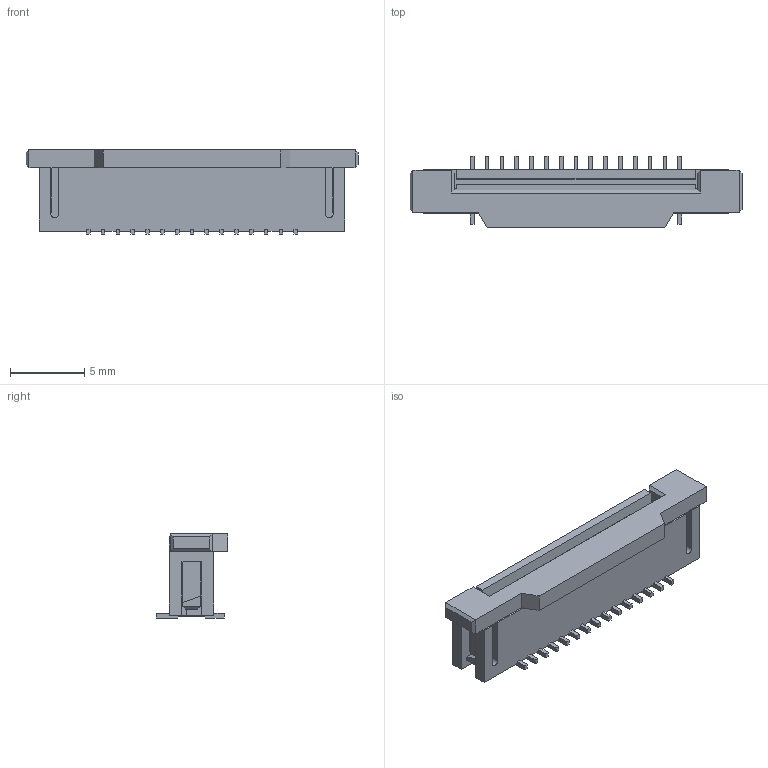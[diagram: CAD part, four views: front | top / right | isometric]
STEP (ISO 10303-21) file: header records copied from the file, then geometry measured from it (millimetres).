
FILE_DESCRIPTION(/* description */ (''),/* implementation_level */ '2;1');
FILE_NAME(/* name */ 'FPC-camera-connector.step',/* time_stamp */ '2020-04-18T17:37:07+01:00',/* author */ (''),/* organization */ (''),/* preprocessor_version */ 'ST-DEVELOPER v18.1',/* originating_system */ 'Autodesk Translation Framework v9.2.0.1227',/* authorisation */ '');
FILE_SCHEMA (('AUTOMOTIVE_DESIGN { 1 0 10303 214 3 1 1 }'));
Length unit declared in the file: millimetre
Products named in the file (2): FPC-camera-connector; Component1
Assembly tree (1 placements, depth 2):
  FPC-camera-connector
    Component1
Bounding box: 22.4 x 4.85 x 5.68 mm (x, y, z)
Volume: 302.8 mm3; surface area: 745.1 mm2
Topology: 1 solids, 1 shells, 412 faces, 1248 edges, 826 vertices
Faces by surface type: plane 408, cylinder 4
Entity records: 13900 total; most frequent: ORIENTED_EDGE 2496, CARTESIAN_POINT 2489, DIRECTION 2086, EDGE_CURVE 1248, LINE 1240, VECTOR 1240, VERTEX_POINT 826, EDGE_LOOP 442
